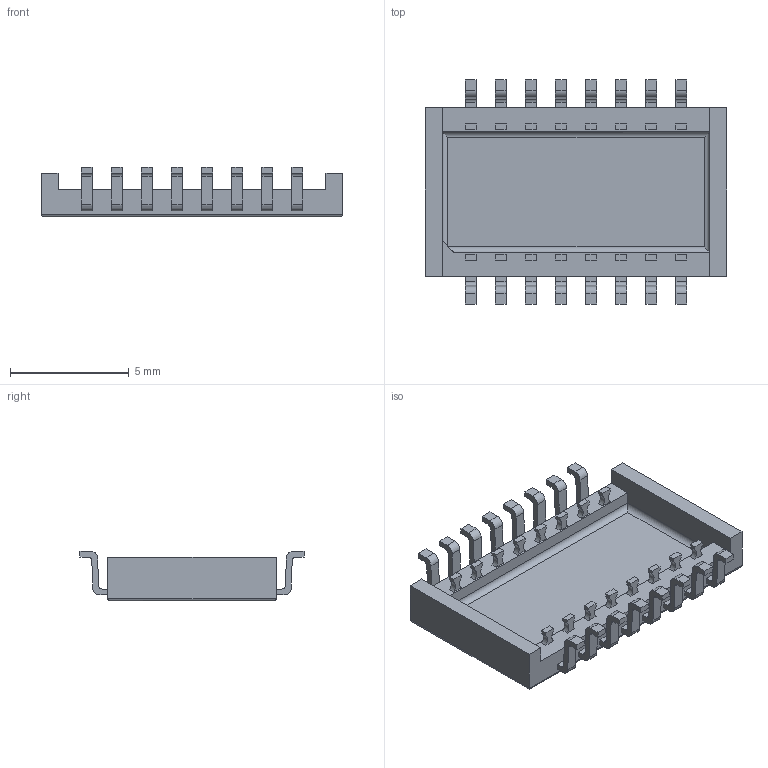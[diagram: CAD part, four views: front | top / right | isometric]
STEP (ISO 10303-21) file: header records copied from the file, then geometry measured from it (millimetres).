
FILE_DESCRIPTION((''),'2;1');
FILE_NAME('UTH16P11W','2023-03-06T',('Administrator'),(''),'PRO/ENGINEER BY PARAMETRIC TECHNOLOGY CORPORATION, 2008380','PRO/ENGINEER BY PARAMETRIC TECHNOLOGY CORPORATION, 2008380','');
FILE_SCHEMA(('CONFIG_CONTROL_DESIGN'));
Length unit declared in the file: millimetre
Products named in the file (1): UTH16P11W
Bounding box: 12.7 x 9.45 x 2.1 mm (x, y, z)
Volume: 71.5 mm3; surface area: 354.5 mm2
Topology: 1 solids, 1 shells, 1033 faces, 2945 edges, 1982 vertices
Faces by surface type: plane 927, cylinder 106
Entity records: 33329 total; most frequent: CARTESIAN_POINT 6022, ORIENTED_EDGE 5890, DIRECTION 5262, EDGE_CURVE 2945, VECTOR 2676, LINE 2676, VERTEX_POINT 1982, AXIS2_PLACEMENT_3D 1293
